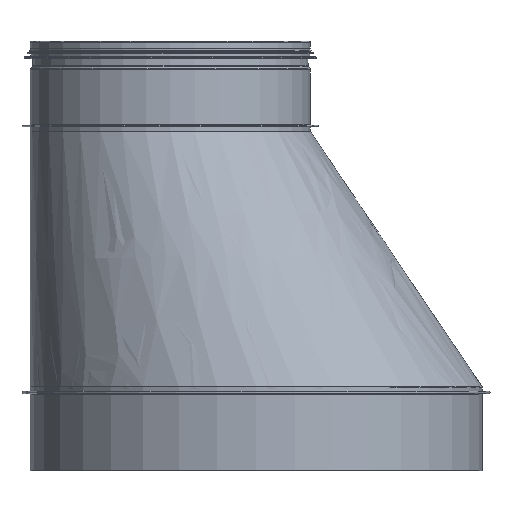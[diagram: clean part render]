
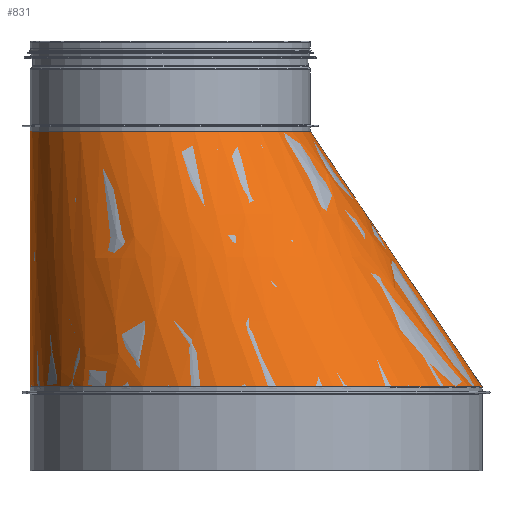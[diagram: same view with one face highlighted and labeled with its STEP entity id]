
A CAD part, front view. The second image highlights one B-rep face of the part: STEP entity #831.
In plain terms, the highlighted free-form (B-spline) face has degree [1, 2] with [2, 9] control points.
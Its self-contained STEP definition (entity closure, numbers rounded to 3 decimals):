
#112=CARTESIAN_POINT('',(-124.45,0.0,0.0));
#113=VERTEX_POINT('',#112);
#114=CARTESIAN_POINT('',(124.45,0.0,0.0));
#115=VERTEX_POINT('',#114);
#317=CARTESIAN_POINT('',(0.0,0.0,0.0));
#318=DIRECTION('',(0.0,0.0,-1.0));
#319=DIRECTION('',(1.0,0.0,0.0));
#320=AXIS2_PLACEMENT_3D('',#317,#318,#319);
#321=CIRCLE('',#320,124.45);
#322=EDGE_CURVE('',#113,#115,#321,.T.);
#324=CARTESIAN_POINT('',(0.0,0.0,0.0));
#325=DIRECTION('',(0.0,0.0,-1.0));
#326=DIRECTION('',(1.0,0.0,0.0));
#327=AXIS2_PLACEMENT_3D('',#324,#325,#326);
#328=CIRCLE('',#327,124.45);
#329=EDGE_CURVE('',#115,#113,#328,.T.);
#481=CARTESIAN_POINT('',(-124.45,0.0,-227.));
#482=VERTEX_POINT('',#481);
#483=CARTESIAN_POINT('',(76.3,0.0,-227.));
#484=DIRECTION('',(0.0,0.0,1.0));
#485=DIRECTION('',(1.0,0.0,0.0));
#486=AXIS2_PLACEMENT_3D('',#483,#484,#485);
#487=CIRCLE('',#486,200.75);
#488=EDGE_CURVE('',#482,#482,#487,.T.);
#798=CARTESIAN_POINT('',(-21.168,113.373,31.489));
#799=CARTESIAN_POINT('',(76.3,220.364,-288.205));
#800=CARTESIAN_POINT('',(-124.45,113.373,0.));
#801=CARTESIAN_POINT('',(-124.45,220.364,-349.409));
#802=CARTESIAN_POINT('',(-124.45,0.,0.));
#803=CARTESIAN_POINT('',(-124.45,0.,-349.409));
#804=CARTESIAN_POINT('',(-124.45,-113.373,0.));
#805=CARTESIAN_POINT('',(-124.45,-220.364,-349.409));
#806=CARTESIAN_POINT('',(-21.168,-113.373,31.489));
#807=CARTESIAN_POINT('',(76.3,-220.364,-288.205));
#808=CARTESIAN_POINT('',(82.114,-113.373,62.977));
#809=CARTESIAN_POINT('',(277.05,-220.364,-227.));
#810=CARTESIAN_POINT('',(82.114,0.,62.977));
#811=CARTESIAN_POINT('',(277.05,0.,-227.));
#812=CARTESIAN_POINT('',(82.114,113.373,62.977));
#813=CARTESIAN_POINT('',(277.05,220.364,-227.));
#814=CARTESIAN_POINT('',(-21.168,113.373,31.489));
#815=CARTESIAN_POINT('',(76.3,220.364,-288.205));
#823=(BOUNDED_SURFACE()B_SPLINE_SURFACE(1,2,((#798,#800,#802,#804,#806,#808,#810,#812,#814),(#799,#801,#803,#805,#807,#809,#811,#813,#815)),.UNSPECIFIED.,.F.,.T.,.U.)B_SPLINE_SURFACE_WITH_KNOTS((2,2),(3,2,2,2,3),(-1.436,0.305),(0.0,316.709,633.417,950.126,1266.834),.UNSPECIFIED.)GEOMETRIC_REPRESENTATION_ITEM()RATIONAL_B_SPLINE_SURFACE(((1.0,0.707,1.0,0.707,1.0,0.707,1.0,0.707,1.0),(1.0,0.707,1.0,0.707,1.0,0.707,1.0,0.707,1.0)))REPRESENTATION_ITEM('')SURFACE());
#824=ORIENTED_EDGE('',*,*,#329,.T.);
#825=ORIENTED_EDGE('',*,*,#322,.T.);
#826=EDGE_LOOP('',(#824,#825));
#827=FACE_OUTER_BOUND('',#826,.T.);
#828=ORIENTED_EDGE('',*,*,#488,.T.);
#829=EDGE_LOOP('',(#828));
#830=FACE_BOUND('',#829,.T.);
#831=ADVANCED_FACE('',(#827,#830),#823,.T.);
